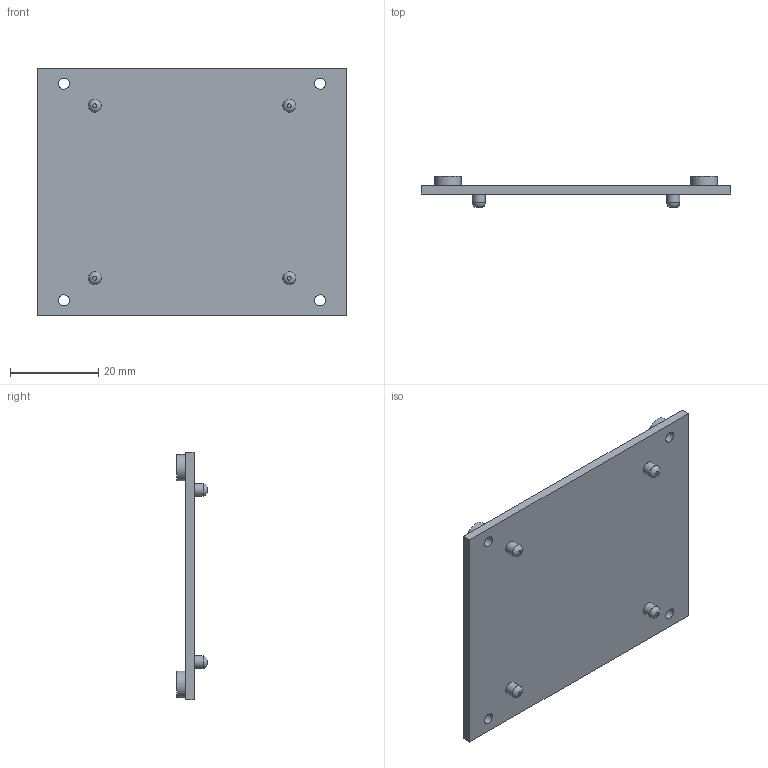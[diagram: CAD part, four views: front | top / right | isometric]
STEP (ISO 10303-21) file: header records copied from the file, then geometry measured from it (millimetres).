
FILE_DESCRIPTION(('FreeCAD Model'),'2;1');
FILE_NAME('Open CASCADE Shape Model','2025-08-02T00:45:39',('Author'),( ''),'Open CASCADE STEP processor 7.8','FreeCAD','Unknown');
FILE_SCHEMA(('AUTOMOTIVE_DESIGN { 1 0 10303 214 1 1 1 1 }'));
Length unit declared in the file: millimetre
Products named in the file (1): Body
Bounding box: 70 x 7 x 56 mm (x, y, z)
Volume: 8060.3 mm3; surface area: 8673.1 mm2
Topology: 1 solids, 1 shells, 30 faces, 56 edges, 36 vertices
Faces by surface type: plane 14, cylinder 12, revolution 4
Full cylindrical faces by diameter (mm): 2.5 x4, 2.9 x4, 6 x4
Entity records: 834 total; most frequent: CARTESIAN_POINT 167, DIRECTION 142, ORIENTED_EDGE 112, AXIS2_PLACEMENT_3D 59, EDGE_CURVE 56, FACE_BOUND 46, EDGE_LOOP 46, VERTEX_POINT 36
